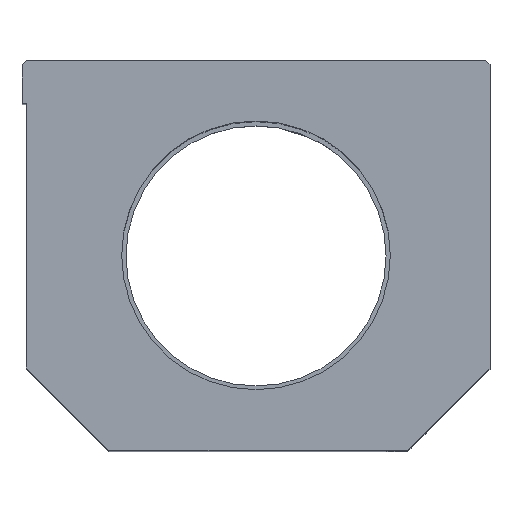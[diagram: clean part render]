
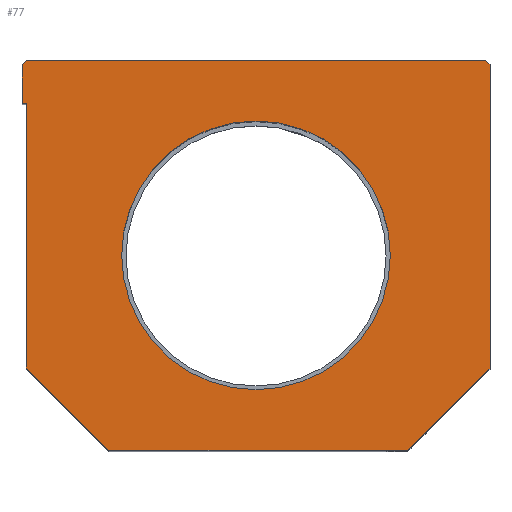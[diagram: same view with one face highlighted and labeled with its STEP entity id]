
A CAD part, top view. The second image highlights one B-rep face of the part: STEP entity #77.
In plain terms, the highlighted planar face has unit normal (0, 0, 1).
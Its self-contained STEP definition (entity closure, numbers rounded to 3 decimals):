
#77 = ADVANCED_FACE( '', ( #187, #188 ), #189, .T. );
#187 = FACE_OUTER_BOUND( '', #352, .T. );
#188 = FACE_BOUND( '', #353, .T. );
#189 = PLANE( '', #354 );
#352 = EDGE_LOOP( '', ( #536, #537, #538, #539, #540, #541, #542, #543, #544, #545 ) );
#353 = EDGE_LOOP( '', ( #546 ) );
#354 = AXIS2_PLACEMENT_3D( '', #547, #548, #549 );
#536 = ORIENTED_EDGE( '', *, *, #845, .T. );
#537 = ORIENTED_EDGE( '', *, *, #862, .T. );
#538 = ORIENTED_EDGE( '', *, *, #863, .T. );
#539 = ORIENTED_EDGE( '', *, *, #864, .T. );
#540 = ORIENTED_EDGE( '', *, *, #865, .T. );
#541 = ORIENTED_EDGE( '', *, *, #853, .T. );
#542 = ORIENTED_EDGE( '', *, *, #866, .T. );
#543 = ORIENTED_EDGE( '', *, *, #867, .T. );
#544 = ORIENTED_EDGE( '', *, *, #868, .T. );
#545 = ORIENTED_EDGE( '', *, *, #869, .T. );
#546 = ORIENTED_EDGE( '', *, *, #870, .T. );
#547 = CARTESIAN_POINT( '', ( 0., 0., 176. ) );
#548 = DIRECTION( '', ( 0., 0., 1. ) );
#549 = DIRECTION( '', ( 1., 0., 0. ) );
#845 = EDGE_CURVE( '', #982, #980, #983, .T. );
#853 = EDGE_CURVE( '', #996, #994, #997, .T. );
#862 = EDGE_CURVE( '', #980, #1010, #1011, .T. );
#863 = EDGE_CURVE( '', #1010, #1012, #1013, .T. );
#864 = EDGE_CURVE( '', #1012, #1014, #1015, .T. );
#865 = EDGE_CURVE( '', #1014, #996, #1016, .T. );
#866 = EDGE_CURVE( '', #994, #1017, #1018, .T. );
#867 = EDGE_CURVE( '', #1017, #1019, #1020, .T. );
#868 = EDGE_CURVE( '', #1019, #1021, #1022, .T. );
#869 = EDGE_CURVE( '', #1021, #982, #1023, .T. );
#870 = EDGE_CURVE( '', #1024, #1024, #1025, .T. );
#980 = VERTEX_POINT( '', #1176 );
#982 = VERTEX_POINT( '', #1179 );
#983 = LINE( '', #1180, #1181 );
#994 = VERTEX_POINT( '', #1196 );
#996 = VERTEX_POINT( '', #1199 );
#997 = LINE( '', #1200, #1201 );
#1010 = VERTEX_POINT( '', #1215 );
#1011 = LINE( '', #1216, #1217 );
#1012 = VERTEX_POINT( '', #1218 );
#1013 = LINE( '', #1219, #1220 );
#1014 = VERTEX_POINT( '', #1221 );
#1015 = LINE( '', #1222, #1223 );
#1016 = LINE( '', #1224, #1225 );
#1017 = VERTEX_POINT( '', #1226 );
#1018 = LINE( '', #1227, #1228 );
#1019 = VERTEX_POINT( '', #1229 );
#1020 = LINE( '', #1230, #1231 );
#1021 = VERTEX_POINT( '', #1232 );
#1022 = LINE( '', #1233, #1234 );
#1023 = LINE( '', #1235, #1236 );
#1024 = VERTEX_POINT( '', #1237 );
#1025 = CIRCLE( '', #1238, 31. );
#1176 = CARTESIAN_POINT( '', ( -54., 89., 176. ) );
#1179 = CARTESIAN_POINT( '', ( -53., 90., 176. ) );
#1180 = CARTESIAN_POINT( '', ( -53., 90., 176. ) );
#1181 = VECTOR( '', #1472, 1000. );
#1196 = CARTESIAN_POINT( '', ( 35., 0., 176. ) );
#1199 = CARTESIAN_POINT( '', ( -34., 0., 176. ) );
#1200 = CARTESIAN_POINT( '', ( -34., 0., 176. ) );
#1201 = VECTOR( '', #1481, 1000. );
#1215 = CARTESIAN_POINT( '', ( -54., 80., 176. ) );
#1216 = CARTESIAN_POINT( '', ( -54., 89., 176. ) );
#1217 = VECTOR( '', #1495, 1000. );
#1218 = CARTESIAN_POINT( '', ( -53., 80., 176. ) );
#1219 = CARTESIAN_POINT( '', ( -54., 80., 176. ) );
#1220 = VECTOR( '', #1496, 1000. );
#1221 = CARTESIAN_POINT( '', ( -53., 19., 176. ) );
#1222 = CARTESIAN_POINT( '', ( -53., 80., 176. ) );
#1223 = VECTOR( '', #1497, 1000. );
#1224 = CARTESIAN_POINT( '', ( -53., 19., 176. ) );
#1225 = VECTOR( '', #1498, 1000. );
#1226 = CARTESIAN_POINT( '', ( 54., 19., 176. ) );
#1227 = CARTESIAN_POINT( '', ( 35., 0., 176. ) );
#1228 = VECTOR( '', #1499, 1000. );
#1229 = CARTESIAN_POINT( '', ( 54., 89., 176. ) );
#1230 = CARTESIAN_POINT( '', ( 54., 19., 176. ) );
#1231 = VECTOR( '', #1500, 1000. );
#1232 = CARTESIAN_POINT( '', ( 53., 90., 176. ) );
#1233 = CARTESIAN_POINT( '', ( 54., 89., 176. ) );
#1234 = VECTOR( '', #1501, 1000. );
#1235 = CARTESIAN_POINT( '', ( 53., 90., 176. ) );
#1236 = VECTOR( '', #1502, 1000. );
#1237 = CARTESIAN_POINT( '', ( -31., 45., 176. ) );
#1238 = AXIS2_PLACEMENT_3D( '', #1503, #1504, #1505 );
#1472 = DIRECTION( '', ( -0.707, -0.707, 0. ) );
#1481 = DIRECTION( '', ( 1., 0., 0. ) );
#1495 = DIRECTION( '', ( 0., -1., 0. ) );
#1496 = DIRECTION( '', ( 1., 0., 0. ) );
#1497 = DIRECTION( '', ( 0., -1., 0. ) );
#1498 = DIRECTION( '', ( 0.707, -0.707, 0. ) );
#1499 = DIRECTION( '', ( 0.707, 0.707, 0. ) );
#1500 = DIRECTION( '', ( 0., 1., 0. ) );
#1501 = DIRECTION( '', ( -0.707, 0.707, 0. ) );
#1502 = DIRECTION( '', ( -1., 0., 0. ) );
#1503 = CARTESIAN_POINT( '', ( 0., 45., 176. ) );
#1504 = DIRECTION( '', ( 0., 0., -1. ) );
#1505 = DIRECTION( '', ( -1., 0., 0. ) );
